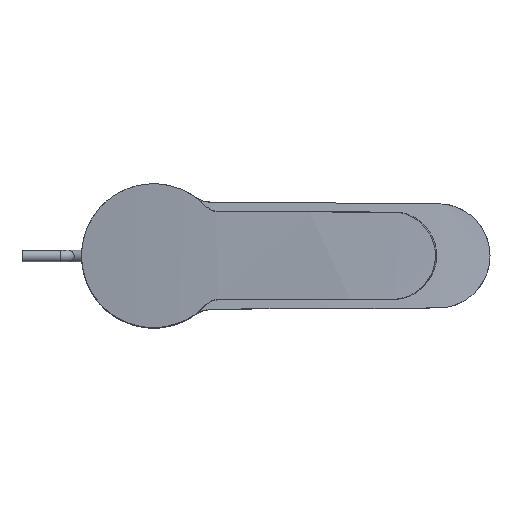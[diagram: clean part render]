
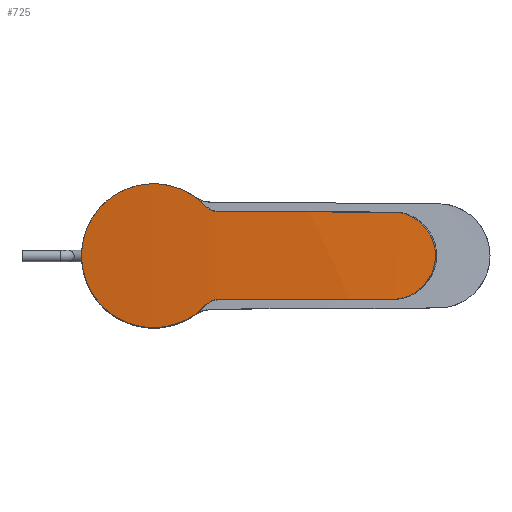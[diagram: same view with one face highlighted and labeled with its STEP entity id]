
A CAD part, top view. The second image highlights one B-rep face of the part: STEP entity #725.
In plain terms, the highlighted free-form (B-spline) face has degree [3, 1] with [4, 2] control points.
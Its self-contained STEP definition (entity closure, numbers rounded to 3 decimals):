
#281=ORIENTED_EDGE('',*,*,#388,.T.);
#282=ORIENTED_EDGE('',*,*,#381,.T.);
#283=ORIENTED_EDGE('',*,*,#373,.T.);
#284=ORIENTED_EDGE('',*,*,#385,.F.);
#373=EDGE_CURVE('',#457,#456,#525,.T.);
#381=EDGE_CURVE('',#462,#457,#532,.T.);
#385=EDGE_CURVE('',#464,#456,#536,.T.);
#388=EDGE_CURVE('',#464,#462,#539,.T.);
#456=VERTEX_POINT('',#2912);
#457=VERTEX_POINT('',#2945);
#462=VERTEX_POINT('',#3079);
#464=VERTEX_POINT('',#3105);
#525=B_SPLINE_CURVE_WITH_KNOTS('',3,(#2913,#2914,#2915,#2916,#2917,#2918,
#2919,#2920,#2921,#2922,#2923,#2924,#2925,#2926,#2927,#2928,#2929,#2930,
#2931,#2932,#2933,#2934,#2935,#2936,#2937,#2938,#2939,#2940,#2941,#2942,
#2943,#2944),.UNSPECIFIED.,.F.,.F.,(4,1,1,1,1,1,1,1,1,1,1,1,1,1,1,1,1,1,
1,1,1,1,1,1,1,1,1,1,1,4),(0.,0.007,0.011,0.015,
0.019,0.022,0.026,0.03,
0.034,0.037,0.041,0.045,
0.049,0.052,0.056,0.06,
0.063,0.067,0.071,0.075,
0.078,0.082,0.086,0.09,
0.097,0.101,0.105,0.108,
0.112,0.12),.UNSPECIFIED.);
#532=B_SPLINE_CURVE_WITH_KNOTS('',3,(#3075,#3076,#3077,#3078),
 .UNSPECIFIED.,.F.,.F.,(4,4),(0.,0.005),.UNSPECIFIED.);
#536=B_SPLINE_CURVE_WITH_KNOTS('',3,(#3107,#3108,#3109,#3110),
 .UNSPECIFIED.,.F.,.F.,(4,4),(0.,0.005),.UNSPECIFIED.);
#539=B_SPLINE_CURVE_WITH_KNOTS('',3,(#3271,#3272,#3273,#3274,#3275,#3276,
#3277,#3278,#3279,#3280,#3281,#3282,#3283,#3284,#3285,#3286,#3287,#3288,
#3289,#3290,#3291,#3292,#3293,#3294,#3295,#3296,#3297,#3298,#3299,#3300,
#3301,#3302,#3303,#3304),.UNSPECIFIED.,.F.,.F.,(4,1,1,1,1,1,1,1,1,1,1,1,
1,1,1,1,1,1,1,1,1,1,1,1,1,1,1,1,1,1,1,4),(0.,0.011,0.021,
0.032,0.037,0.042,0.047,
0.053,0.058,0.061,0.063,
0.066,0.069,0.074,0.079,
0.084,0.09,0.095,0.098,
0.1,0.103,0.105,0.108,
0.111,0.116,0.121,0.127,
0.132,0.137,0.148,0.158,
0.169),.UNSPECIFIED.);
#601=EDGE_LOOP('',(#281,#282,#283,#284));
#663=FACE_BOUND('',#601,.T.);
#678=B_SPLINE_SURFACE_WITH_KNOTS('',3,1,((#3305,#3306),(#3307,#3308),(#3309,
#3310),(#3311,#3312)),.SURF_OF_LINEAR_EXTRUSION.,.F.,.F.,.F.,(4,4),(2,2),
(0.072,0.995),(0.,1.),.PIECEWISE_BEZIER_KNOTS.);
#725=ADVANCED_FACE('',(#663),#678,.T.);
#2912=CARTESIAN_POINT('',(18.197,-17.155,152.15));
#2913=CARTESIAN_POINT('',(18.197,17.155,152.15));
#2914=CARTESIAN_POINT('',(16.471,18.988,151.923));
#2915=CARTESIAN_POINT('',(13.525,21.262,151.526));
#2916=CARTESIAN_POINT('',(8.982,23.399,150.88));
#2917=CARTESIAN_POINT('',(5.452,24.474,150.363));
#2918=CARTESIAN_POINT('',(1.729,25.034,149.8));
#2919=CARTESIAN_POINT('',(-1.948,25.014,149.227));
#2920=CARTESIAN_POINT('',(-5.64,24.428,148.636));
#2921=CARTESIAN_POINT('',(-9.18,23.314,148.055));
#2922=CARTESIAN_POINT('',(-12.53,21.708,147.495));
#2923=CARTESIAN_POINT('',(-15.634,19.612,146.965));
#2924=CARTESIAN_POINT('',(-18.35,17.113,146.496));
#2925=CARTESIAN_POINT('',(-20.7,14.145,146.085));
#2926=CARTESIAN_POINT('',(-22.549,10.926,145.759));
#2927=CARTESIAN_POINT('',(-23.942,7.397,145.513));
#2928=CARTESIAN_POINT('',(-24.791,3.763,145.362));
#2929=CARTESIAN_POINT('',(-25.093,-0.002,145.308));
#2930=CARTESIAN_POINT('',(-24.792,-3.758,145.362));
#2931=CARTESIAN_POINT('',(-23.94,-7.405,145.513));
#2932=CARTESIAN_POINT('',(-22.549,-10.924,145.759));
#2933=CARTESIAN_POINT('',(-20.697,-14.151,146.086));
#2934=CARTESIAN_POINT('',(-18.347,-17.115,146.496));
#2935=CARTESIAN_POINT('',(-15.633,-19.615,146.966));
#2936=CARTESIAN_POINT('',(-12.513,-21.717,147.497));
#2937=CARTESIAN_POINT('',(-8.064,-23.85,148.242));
#2938=CARTESIAN_POINT('',(-3.177,-25.009,149.035));
#2939=CARTESIAN_POINT('',(1.749,-25.033,149.803));
#2940=CARTESIAN_POINT('',(5.463,-24.471,150.364));
#2941=CARTESIAN_POINT('',(8.997,-23.394,150.882));
#2942=CARTESIAN_POINT('',(13.544,-21.249,151.528));
#2943=CARTESIAN_POINT('',(16.47,-18.989,151.923));
#2944=CARTESIAN_POINT('',(18.197,-17.155,152.15));
#2945=CARTESIAN_POINT('',(18.197,17.155,152.15));
#3075=CARTESIAN_POINT('',(22.559,15.268,152.71));
#3076=CARTESIAN_POINT('',(20.919,15.269,152.505));
#3077=CARTESIAN_POINT('',(19.326,15.956,152.299));
#3078=CARTESIAN_POINT('',(18.197,17.155,152.15));
#3079=CARTESIAN_POINT('',(22.56,15.268,152.703));
#3105=CARTESIAN_POINT('',(22.56,-15.268,152.71));
#3107=CARTESIAN_POINT('',(22.56,-15.268,152.71));
#3108=CARTESIAN_POINT('',(20.919,-15.269,152.505));
#3109=CARTESIAN_POINT('',(19.326,-15.956,152.299));
#3110=CARTESIAN_POINT('',(18.197,-17.155,152.15));
#3271=CARTESIAN_POINT('',(22.56,-15.268,152.71));
#3272=CARTESIAN_POINT('',(26.054,-15.265,153.148));
#3273=CARTESIAN_POINT('',(33.046,-15.257,153.968));
#3274=CARTESIAN_POINT('',(43.546,-15.244,155.022));
#3275=CARTESIAN_POINT('',(52.309,-15.236,155.739));
#3276=CARTESIAN_POINT('',(59.327,-15.236,156.21));
#3277=CARTESIAN_POINT('',(64.594,-15.242,156.51));
#3278=CARTESIAN_POINT('',(69.865,-15.258,156.753));
#3279=CARTESIAN_POINT('',(75.141,-15.282,156.938));
#3280=CARTESIAN_POINT('',(79.542,-15.313,157.043));
#3281=CARTESIAN_POINT('',(83.063,-15.258,157.094));
#3282=CARTESIAN_POINT('',(85.688,-15.036,157.117));
#3283=CARTESIAN_POINT('',(88.266,-14.347,157.124));
#3284=CARTESIAN_POINT('',(91.402,-12.769,157.113));
#3285=CARTESIAN_POINT('',(94.73,-9.771,157.073));
#3286=CARTESIAN_POINT('',(97.383,-5.144,157.017));
#3287=CARTESIAN_POINT('',(98.342,0.11,156.993));
#3288=CARTESIAN_POINT('',(97.301,5.374,157.019));
#3289=CARTESIAN_POINT('',(95.012,9.212,157.066));
#3290=CARTESIAN_POINT('',(92.564,11.72,157.099));
#3291=CARTESIAN_POINT('',(90.414,13.289,157.117));
#3292=CARTESIAN_POINT('',(88.048,14.427,157.124));
#3293=CARTESIAN_POINT('',(85.475,15.068,157.116));
#3294=CARTESIAN_POINT('',(82.836,15.266,157.092));
#3295=CARTESIAN_POINT('',(79.335,15.312,157.038));
#3296=CARTESIAN_POINT('',(74.95,15.281,156.933));
#3297=CARTESIAN_POINT('',(69.693,15.257,156.746));
#3298=CARTESIAN_POINT('',(64.438,15.242,156.501));
#3299=CARTESIAN_POINT('',(59.189,15.236,156.202));
#3300=CARTESIAN_POINT('',(52.195,15.236,155.731));
#3301=CARTESIAN_POINT('',(43.464,15.245,155.014));
#3302=CARTESIAN_POINT('',(33.003,15.257,153.963));
#3303=CARTESIAN_POINT('',(26.039,15.265,153.146));
#3304=CARTESIAN_POINT('',(22.559,15.268,152.71));
#3305=CARTESIAN_POINT('',(-25.552,-25.473,145.226));
#3306=CARTESIAN_POINT('',(-25.552,25.462,145.226));
#3307=CARTESIAN_POINT('',(5.025,-25.473,150.676));
#3308=CARTESIAN_POINT('',(5.025,25.462,150.676));
#3309=CARTESIAN_POINT('',(51.135,-25.473,158.257));
#3310=CARTESIAN_POINT('',(51.135,25.462,158.257));
#3311=CARTESIAN_POINT('',(98.888,-25.473,156.979));
#3312=CARTESIAN_POINT('',(98.888,25.462,156.979));
